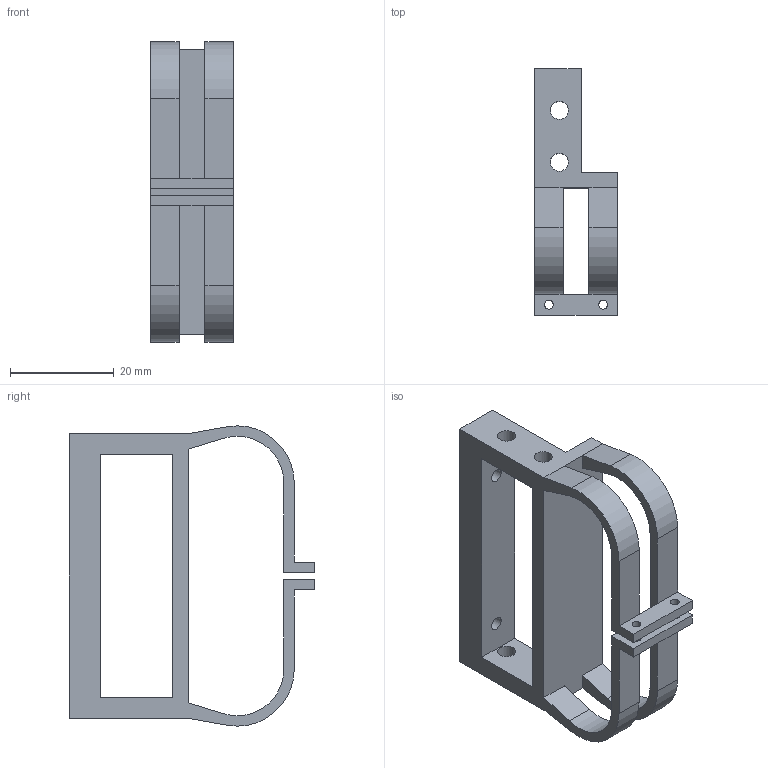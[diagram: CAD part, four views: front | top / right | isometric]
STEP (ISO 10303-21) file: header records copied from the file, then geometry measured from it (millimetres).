
FILE_DESCRIPTION(/* description */ (''),/* implementation_level */ '2;1');
FILE_NAME(/* name */ '',/* time_stamp */ '2024-05-18T11:21:30+08:00',/* author */ (''),/* organization */ (''),/* preprocessor_version */ 'ST-DEVELOPER v20',/* originating_system */ 'Autodesk Translation Framework v13.14.0.145',/* authorisation */ '');
FILE_SCHEMA (('AUTOMOTIVE_DESIGN { 1 0 10303 214 3 1 1 }'));
Length unit declared in the file: millimetre
Products named in the file (1): 前支撑(带电池夹)
Bounding box: 16 x 47.5 x 58 mm (x, y, z)
Volume: 8589.3 mm3; surface area: 7622.9 mm2
Topology: 1 solids, 1 shells, 59 faces, 176 edges, 114 vertices
Faces by surface type: plane 39, cylinder 18, cone 2
Full cylindrical faces by diameter (mm): 1.7 x4, 2.6 x2, 3.5 x4
Entity records: 2060 total; most frequent: ORIENTED_EDGE 352, CARTESIAN_POINT 350, DIRECTION 334, EDGE_CURVE 176, LINE 138, VECTOR 138, VERTEX_POINT 114, AXIS2_PLACEMENT_3D 98
